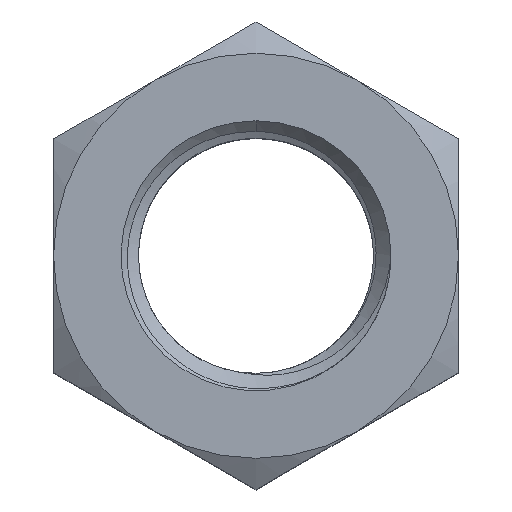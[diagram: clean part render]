
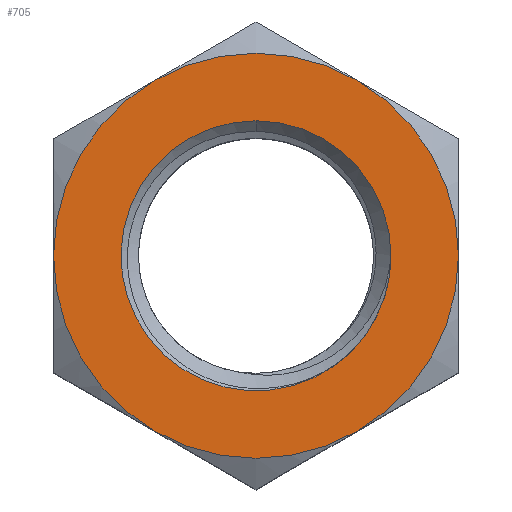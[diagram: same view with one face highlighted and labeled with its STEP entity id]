
A CAD part, top view. The second image highlights one B-rep face of the part: STEP entity #705.
In plain terms, the highlighted planar face has unit normal (0, 0, 1).
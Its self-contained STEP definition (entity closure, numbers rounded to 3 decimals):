
#41=FACE_BOUND('',#136,.T.);
#43=PLANE('',#780);
#91=FACE_OUTER_BOUND('',#135,.T.);
#135=EDGE_LOOP('',(#536,#537,#538,#539,#540,#541));
#136=EDGE_LOOP('',(#542,#543,#544));
#162=CIRCLE('',#755,6.35);
#164=CIRCLE('',#765,6.35);
#165=CIRCLE('',#777,6.35);
#167=CIRCLE('',#781,9.525);
#168=CIRCLE('',#782,9.525);
#169=CIRCLE('',#783,9.525);
#170=CIRCLE('',#784,9.525);
#171=CIRCLE('',#785,9.525);
#172=CIRCLE('',#786,9.525);
#274=VERTEX_POINT('',#984);
#278=VERTEX_POINT('',#1007);
#297=VERTEX_POINT('',#1554);
#313=VERTEX_POINT('',#2352);
#314=VERTEX_POINT('',#2353);
#315=VERTEX_POINT('',#2355);
#316=VERTEX_POINT('',#2357);
#317=VERTEX_POINT('',#2359);
#318=VERTEX_POINT('',#2361);
#346=EDGE_CURVE('',#278,#274,#162,.T.);
#371=EDGE_CURVE('',#297,#278,#164,.T.);
#400=EDGE_CURVE('',#274,#297,#165,.T.);
#405=EDGE_CURVE('',#313,#314,#167,.T.);
#406=EDGE_CURVE('',#314,#315,#168,.T.);
#407=EDGE_CURVE('',#315,#316,#169,.T.);
#408=EDGE_CURVE('',#316,#317,#170,.T.);
#409=EDGE_CURVE('',#317,#318,#171,.T.);
#410=EDGE_CURVE('',#318,#313,#172,.T.);
#536=ORIENTED_EDGE('',*,*,#405,.T.);
#537=ORIENTED_EDGE('',*,*,#406,.T.);
#538=ORIENTED_EDGE('',*,*,#407,.T.);
#539=ORIENTED_EDGE('',*,*,#408,.T.);
#540=ORIENTED_EDGE('',*,*,#409,.T.);
#541=ORIENTED_EDGE('',*,*,#410,.T.);
#542=ORIENTED_EDGE('',*,*,#346,.F.);
#543=ORIENTED_EDGE('',*,*,#371,.F.);
#544=ORIENTED_EDGE('',*,*,#400,.F.);
#705=ADVANCED_FACE('',(#91,#41),#43,.T.);
#755=AXIS2_PLACEMENT_3D('',#1022,#826,#827);
#765=AXIS2_PLACEMENT_3D('',#1587,#854,#855);
#777=AXIS2_PLACEMENT_3D('',#2276,#886,#887);
#780=AXIS2_PLACEMENT_3D('',#2351,#892,#893);
#781=AXIS2_PLACEMENT_3D('',#2354,#894,#895);
#782=AXIS2_PLACEMENT_3D('',#2356,#896,#897);
#783=AXIS2_PLACEMENT_3D('',#2358,#898,#899);
#784=AXIS2_PLACEMENT_3D('',#2360,#900,#901);
#785=AXIS2_PLACEMENT_3D('',#2362,#902,#903);
#786=AXIS2_PLACEMENT_3D('',#2363,#904,#905);
#826=DIRECTION('center_axis',(0.,0.,1.));
#827=DIRECTION('ref_axis',(1.,0.,0.));
#854=DIRECTION('center_axis',(0.,0.,1.));
#855=DIRECTION('ref_axis',(1.,0.,0.));
#886=DIRECTION('center_axis',(0.,0.,1.));
#887=DIRECTION('ref_axis',(1.,0.,0.));
#892=DIRECTION('center_axis',(0.,0.,1.));
#893=DIRECTION('ref_axis',(1.,0.,0.));
#894=DIRECTION('center_axis',(0.,0.,1.));
#895=DIRECTION('ref_axis',(1.,0.,0.));
#896=DIRECTION('center_axis',(0.,0.,1.));
#897=DIRECTION('ref_axis',(1.,0.,0.));
#898=DIRECTION('center_axis',(0.,0.,1.));
#899=DIRECTION('ref_axis',(1.,0.,0.));
#900=DIRECTION('center_axis',(0.,0.,1.));
#901=DIRECTION('ref_axis',(1.,0.,0.));
#902=DIRECTION('center_axis',(0.,0.,1.));
#903=DIRECTION('ref_axis',(1.,0.,0.));
#904=DIRECTION('center_axis',(0.,0.,1.));
#905=DIRECTION('ref_axis',(1.,0.,0.));
#984=CARTESIAN_POINT('',(0.,6.35,5.556));
#1007=CARTESIAN_POINT('',(6.35,0.,5.556));
#1022=CARTESIAN_POINT('Origin',(0.,0.,5.556));
#1554=CARTESIAN_POINT('',(4.49,-4.49,5.556));
#1587=CARTESIAN_POINT('Origin',(0.,0.,5.556));
#2276=CARTESIAN_POINT('Origin',(0.,0.,5.556));
#2351=CARTESIAN_POINT('Origin',(-9.525,5.499,5.556));
#2352=CARTESIAN_POINT('',(4.763,-8.249,5.556));
#2353=CARTESIAN_POINT('',(9.525,0.,5.556));
#2354=CARTESIAN_POINT('Origin',(0.,0.,5.556));
#2355=CARTESIAN_POINT('',(4.763,8.249,5.556));
#2356=CARTESIAN_POINT('Origin',(0.,0.,5.556));
#2357=CARTESIAN_POINT('',(-4.763,8.249,5.556));
#2358=CARTESIAN_POINT('Origin',(0.,0.,5.556));
#2359=CARTESIAN_POINT('',(-9.525,0.,5.556));
#2360=CARTESIAN_POINT('Origin',(0.,0.,5.556));
#2361=CARTESIAN_POINT('',(-4.763,-8.249,5.556));
#2362=CARTESIAN_POINT('Origin',(0.,0.,5.556));
#2363=CARTESIAN_POINT('Origin',(0.,0.,5.556));
